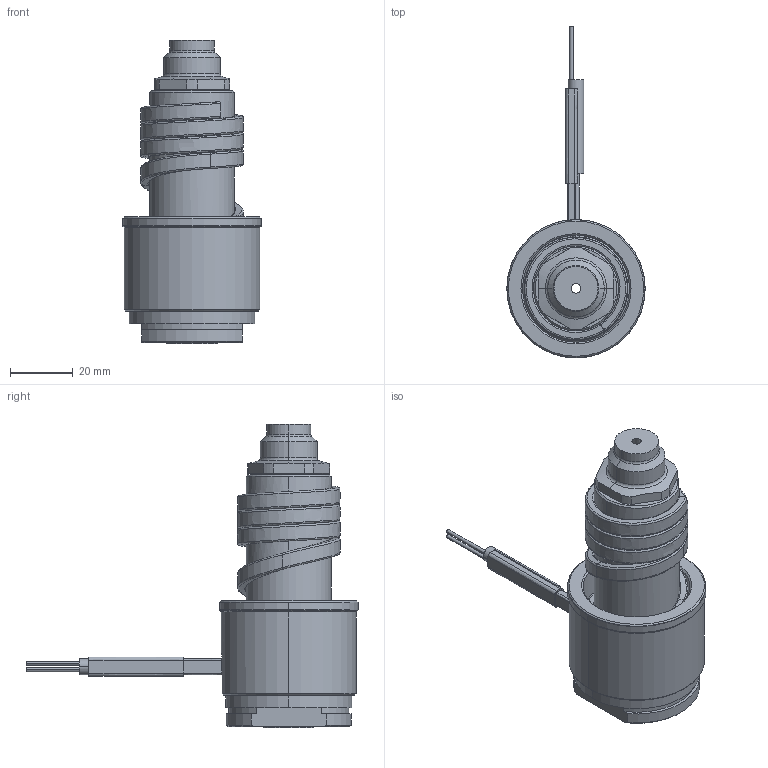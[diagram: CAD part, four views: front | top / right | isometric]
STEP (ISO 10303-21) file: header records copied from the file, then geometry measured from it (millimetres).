
FILE_DESCRIPTION((''),'2;1');
FILE_NAME('EL-96-CKG','2014-03-13T',('Íàòàëüÿ'),('IMID'),'PRO/ENGINEER BY PARAMETRIC TECHNOLOGY CORPORATION, 2010180','PRO/ENGINEER BY PARAMETRIC TECHNOLOGY CORPORATION, 2010180','');
FILE_SCHEMA(('CONFIG_CONTROL_DESIGN'));
Length unit declared in the file: millimetre
Products named in the file (1): EL-96-CKG
Bounding box: 44 x 105.5 x 96.3 mm (x, y, z)
Volume: 76545.9 mm3; surface area: 30963.6 mm2
Topology: 1 solids, 8 shells, 304 faces, 749 edges, 449 vertices
Faces by surface type: cylinder 100, cone 54, plane 53, bspline 52, torus 28, revolution 9, extrusion 8
Entity records: 14846 total; most frequent: CARTESIAN_POINT 7960, ORIENTED_EDGE 1458, DIRECTION 1357, EDGE_CURVE 741, AXIS2_PLACEMENT_3D 541, VERTEX_POINT 449, EDGE_LOOP 328, CIRCLE 305
